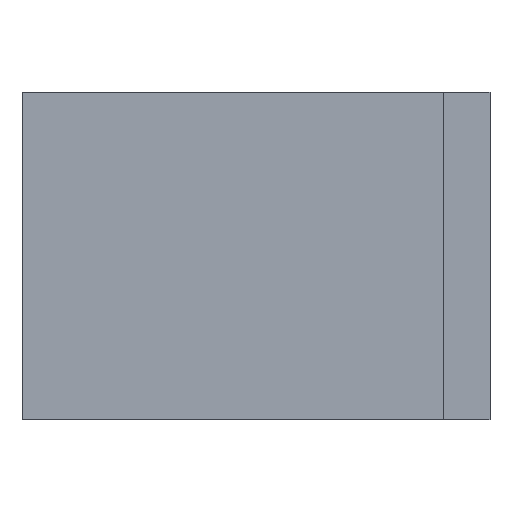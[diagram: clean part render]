
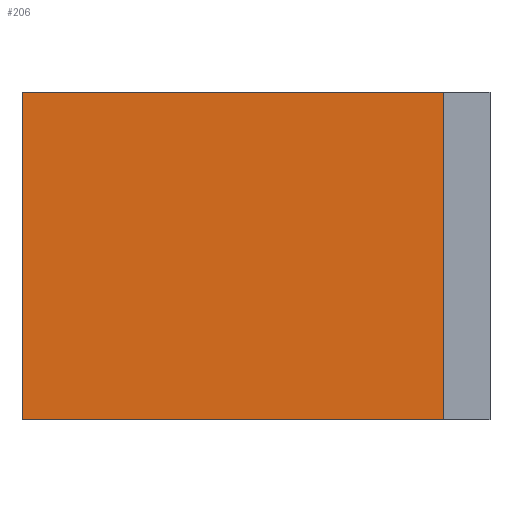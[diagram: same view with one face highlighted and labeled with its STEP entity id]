
A CAD part, front view. The second image highlights one B-rep face of the part: STEP entity #206.
In plain terms, the highlighted planar face has unit normal (0, -1, 0).
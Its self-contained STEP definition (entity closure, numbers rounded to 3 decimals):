
#34=FACE_OUTER_BOUND('',#46,.T.);
#46=EDGE_LOOP('',(#179,#180,#181,#182));
#59=LINE('',#321,#83);
#63=LINE('',#329,#87);
#66=LINE('',#335,#90);
#69=LINE('',#340,#93);
#83=VECTOR('',#266,10.);
#87=VECTOR('',#272,10.);
#90=VECTOR('',#277,10.);
#93=VECTOR('',#282,10.);
#103=VERTEX_POINT('',#319);
#104=VERTEX_POINT('',#320);
#107=VERTEX_POINT('',#328);
#109=VERTEX_POINT('',#334);
#123=EDGE_CURVE('',#103,#104,#59,.T.);
#127=EDGE_CURVE('',#104,#107,#63,.T.);
#130=EDGE_CURVE('',#109,#107,#66,.T.);
#133=EDGE_CURVE('',#109,#103,#69,.T.);
#179=ORIENTED_EDGE('',*,*,#133,.T.);
#180=ORIENTED_EDGE('',*,*,#123,.T.);
#181=ORIENTED_EDGE('',*,*,#127,.T.);
#182=ORIENTED_EDGE('',*,*,#130,.F.);
#194=PLANE('',#234);
#206=ADVANCED_FACE('',(#34),#194,.F.);
#234=AXIS2_PLACEMENT_3D('',#343,#286,#287);
#266=DIRECTION('',(0.,0.,-1.));
#272=DIRECTION('',(1.,0.,0.));
#277=DIRECTION('',(0.,0.,-1.));
#282=DIRECTION('',(-1.,0.,0.));
#286=DIRECTION('center_axis',(0.,1.,0.));
#287=DIRECTION('ref_axis',(1.,0.,0.));
#319=CARTESIAN_POINT('',(0.,0.,35.));
#320=CARTESIAN_POINT('',(0.,0.,0.));
#321=CARTESIAN_POINT('',(0.,0.,35.));
#328=CARTESIAN_POINT('',(45.,0.,0.));
#329=CARTESIAN_POINT('',(0.,0.,0.));
#334=CARTESIAN_POINT('',(45.,0.,35.));
#335=CARTESIAN_POINT('',(45.,0.,35.));
#340=CARTESIAN_POINT('',(45.,0.,35.));
#343=CARTESIAN_POINT('Origin',(22.5,0.,17.5));
